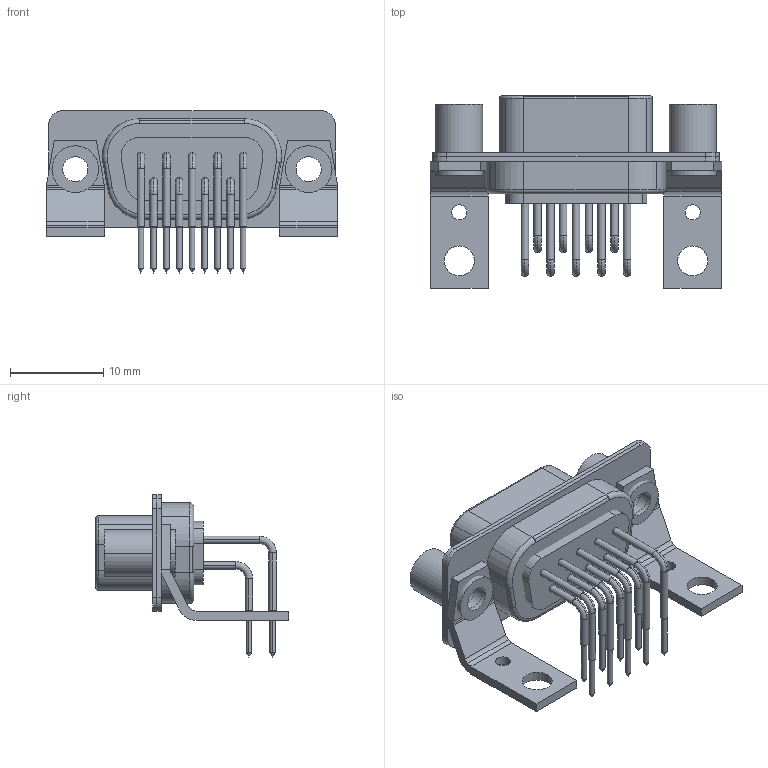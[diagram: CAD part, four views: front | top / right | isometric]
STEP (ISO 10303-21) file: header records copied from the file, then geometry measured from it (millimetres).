
FILE_DESCRIPTION((''),'2;1');
FILE_NAME('AMPHENOL_L77DFE09S1ATN.stp','2009-03-26T13:37:51',(''),(''),'Mechanical Desktop 2006','Mechanical Desktop 2006',', , ');
FILE_SCHEMA(('AUTOMOTIVE_DESIGN { 1 2 10303 214 0 1 1 1 }'));
Length unit declared in the file: millimetre
Products named in the file (1): Product
Bounding box: 31.2 x 20.6 x 17.4 mm (x, y, z)
Volume: 2712.7 mm3; surface area: 5157.7 mm2
Topology: 28 solids, 28 shells, 372 faces, 896 edges, 571 vertices
Faces by surface type: cylinder 206, plane 104, cone 36, torus 26
Entity records: 10974 total; most frequent: DIRECTION 2116, CARTESIAN_POINT 1822, ORIENTED_EDGE 1756, EDGE_CURVE 878, AXIS2_PLACEMENT_3D 865, VERTEX_POINT 571, CIRCLE 492, EDGE_LOOP 407
